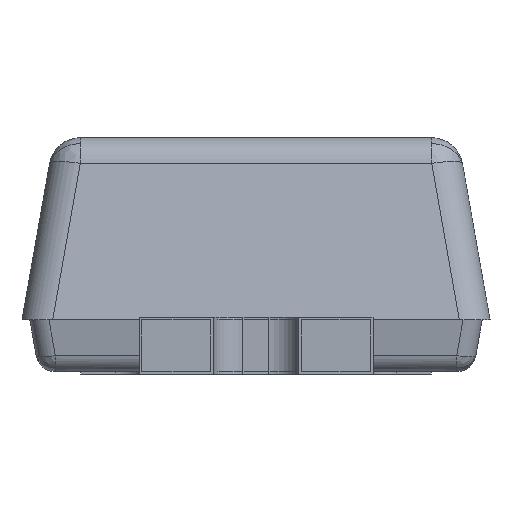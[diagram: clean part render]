
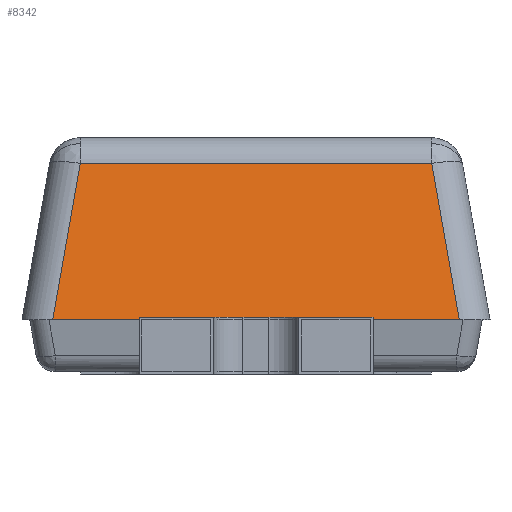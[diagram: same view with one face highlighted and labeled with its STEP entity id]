
A CAD part, left-side view. The second image highlights one B-rep face of the part: STEP entity #8342.
In plain terms, the highlighted planar face has unit normal (-0.985, 0, 0.174).
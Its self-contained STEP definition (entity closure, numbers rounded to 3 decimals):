
#107 = ORIENTED_EDGE ( 'NONE', *, *, #4001, .F. ) ;
#108 = LINE ( 'NONE', #2937, #336 ) ;
#336 = VECTOR ( 'NONE', #1610, 1000. ) ;
#480 = DIRECTION ( 'NONE',  ( -0.171, 0.171, -0.97 ) ) ;
#649 = CARTESIAN_POINT ( 'NONE',  ( 0.556, -0.226, 0.811 ) ) ;
#694 = DIRECTION ( 'NONE',  ( 0., -1., 0. ) ) ;
#1067 = VERTEX_POINT ( 'NONE', #649 ) ;
#1111 = CARTESIAN_POINT ( 'NONE',  ( 0.45, 1.232, 0.21 ) ) ;
#1610 = DIRECTION ( 'NONE',  ( 0., -1., 0. ) ) ;
#1802 = ORIENTED_EDGE ( 'NONE', *, *, #5906, .F. ) ;
#2150 = EDGE_LOOP ( 'NONE', ( #107, #5072, #3311, #1802 ) ) ;
#2336 = PLANE ( 'NONE',  #8369 ) ;
#2453 = CARTESIAN_POINT ( 'NONE',  ( 0.45, -0.332, 0.21 ) ) ;
#2586 = CARTESIAN_POINT ( 'NONE',  ( 0.556, 1.126, 0.811 ) ) ;
#2793 = CARTESIAN_POINT ( 'NONE',  ( 0.488, -0.294, 0.423 ) ) ;
#2937 = CARTESIAN_POINT ( 'NONE',  ( 0.45, -0.45, 0.21 ) ) ;
#3045 = VERTEX_POINT ( 'NONE', #4887 ) ;
#3129 = LINE ( 'NONE', #2586, #6797 ) ;
#3187 = VERTEX_POINT ( 'NONE', #1111 ) ;
#3311 = ORIENTED_EDGE ( 'NONE', *, *, #6598, .T. ) ;
#3332 = DIRECTION ( 'NONE',  ( 0.174, 0., 0.985 ) ) ;
#3373 = VECTOR ( 'NONE', #694, 1000. ) ;
#3659 = EDGE_CURVE ( 'NONE', #3045, #3187, #3129, .T. ) ;
#4001 = EDGE_CURVE ( 'NONE', #3045, #1067, #8684, .T. ) ;
#4330 = VECTOR ( 'NONE', #6746, 1000. ) ;
#4733 = CARTESIAN_POINT ( 'NONE',  ( 0.556, 0., 0.811 ) ) ;
#4887 = CARTESIAN_POINT ( 'NONE',  ( 0.556, 1.126, 0.811 ) ) ;
#5072 = ORIENTED_EDGE ( 'NONE', *, *, #3659, .T. ) ;
#5906 = EDGE_CURVE ( 'NONE', #1067, #7095, #8261, .T. ) ;
#6454 = FACE_OUTER_BOUND ( 'NONE', #2150, .T. ) ;
#6598 = EDGE_CURVE ( 'NONE', #3187, #7095, #108, .T. ) ;
#6746 = DIRECTION ( 'NONE',  ( -0.171, -0.171, -0.97 ) ) ;
#6797 = VECTOR ( 'NONE', #480, 1000. ) ;
#7095 = VERTEX_POINT ( 'NONE', #2453 ) ;
#7400 = CARTESIAN_POINT ( 'NONE',  ( 0.45, -0.45, 0.21 ) ) ;
#8261 = LINE ( 'NONE', #2793, #4330 ) ;
#8342 = ADVANCED_FACE ( 'NONE', ( #6454 ), #2336, .T. ) ;
#8369 = AXIS2_PLACEMENT_3D ( 'NONE', #7400, #8761, #3332 ) ;
#8684 = LINE ( 'NONE', #4733, #3373 ) ;
#8761 = DIRECTION ( 'NONE',  ( -0.985, 0., 0.174 ) ) ;
